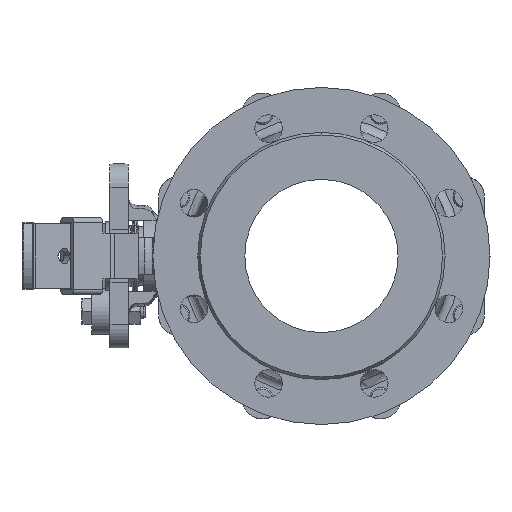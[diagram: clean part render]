
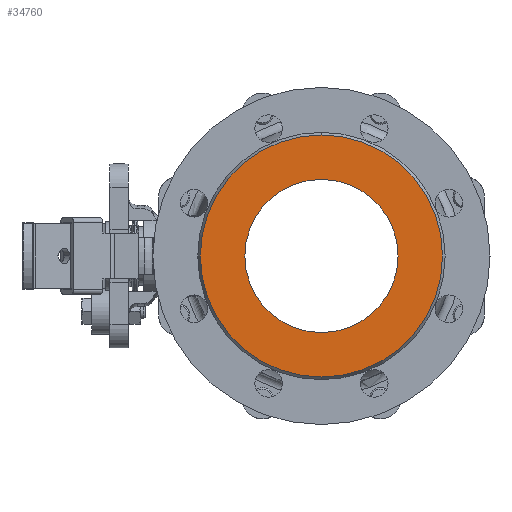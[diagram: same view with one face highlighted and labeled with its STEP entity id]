
A CAD part, left-side view. The second image highlights one B-rep face of the part: STEP entity #34760.
In plain terms, the highlighted planar face has unit normal (-1, 0, 0).
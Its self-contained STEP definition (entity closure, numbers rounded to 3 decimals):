
#3806 = EDGE_CURVE ( 'NONE', #20870, #20872, #23812, .T. ) ;
#5936 = VERTEX_POINT ( 'NONE', #24403 ) ;
#5939 = VERTEX_POINT ( 'NONE', #24406 ) ;
#8790 = CARTESIAN_POINT ( 'NONE',  ( -84.05, -79., 0. ) ) ;
#8793 = PLANE ( 'NONE',  #42447 ) ;
#8795 = DIRECTION ( 'NONE',  ( -1., 0., 0. ) ) ;
#8796 = DIRECTION ( 'NONE',  ( 0., 0., 1. ) ) ;
#9499 = CARTESIAN_POINT ( 'NONE',  ( -84.05, 0., 0. ) ) ;
#9509 = DIRECTION ( 'NONE',  ( -1., 0., 0. ) ) ;
#9567 = DIRECTION ( 'NONE',  ( 0., 0., 1. ) ) ;
#12968 = AXIS2_PLACEMENT_3D ( 'NONE', #35705, #35706, #35707 ) ;
#13063 = AXIS2_PLACEMENT_3D ( 'NONE', #38517, #38518, #38519 ) ;
#13064 = AXIS2_PLACEMENT_3D ( 'NONE', #38520, #38521, #38522 ) ;
#17292 = ORIENTED_EDGE ( 'NONE', *, *, #21458, .F. ) ;
#17293 = ORIENTED_EDGE ( 'NONE', *, *, #3806, .F. ) ;
#17294 = ORIENTED_EDGE ( 'NONE', *, *, #21459, .T. ) ;
#17295 = ORIENTED_EDGE ( 'NONE', *, *, #21163, .T. ) ;
#20870 = VERTEX_POINT ( 'NONE', #33507 ) ;
#20872 = VERTEX_POINT ( 'NONE', #33509 ) ;
#21163 = EDGE_CURVE ( 'NONE', #5936, #5939, #34100, .T. ) ;
#21458 = EDGE_CURVE ( 'NONE', #20872, #20870, #34544, .T. ) ;
#21459 = EDGE_CURVE ( 'NONE', #5939, #5936, #34546, .T. ) ;
#21609 = AXIS2_PLACEMENT_3D ( 'NONE', #9499, #9509, #9567 ) ;
#22783 = EDGE_LOOP ( 'NONE', ( #17292, #17293 ) ) ;
#22827 = EDGE_LOOP ( 'NONE', ( #17294, #17295 ) ) ;
#23812 = CIRCLE ( 'NONE', #21609, 50. ) ;
#24403 = CARTESIAN_POINT ( 'NONE',  ( -84.05, 0., 79. ) ) ;
#24406 = CARTESIAN_POINT ( 'NONE',  ( -84.05, 0., -79. ) ) ;
#33507 = CARTESIAN_POINT ( 'NONE',  ( -84.05, 0., -50. ) ) ;
#33509 = CARTESIAN_POINT ( 'NONE',  ( -84.05, 0., 50. ) ) ;
#34100 = CIRCLE ( 'NONE', #12968, 79. ) ;
#34544 = CIRCLE ( 'NONE', #13063, 50. ) ;
#34546 = CIRCLE ( 'NONE', #13064, 79. ) ;
#34760 = ADVANCED_FACE ( 'NONE', ( #40609, #40613 ), #8793, .T. ) ;
#35705 = CARTESIAN_POINT ( 'NONE',  ( -84.05, 0., 0. ) ) ;
#35706 = DIRECTION ( 'NONE',  ( -1., 0., 0. ) ) ;
#35707 = DIRECTION ( 'NONE',  ( 0., 0., 1. ) ) ;
#38517 = CARTESIAN_POINT ( 'NONE',  ( -84.05, 0., 0. ) ) ;
#38518 = DIRECTION ( 'NONE',  ( -1., 0., 0. ) ) ;
#38519 = DIRECTION ( 'NONE',  ( 0., 0., 1. ) ) ;
#38520 = CARTESIAN_POINT ( 'NONE',  ( -84.05, 0., 0. ) ) ;
#38521 = DIRECTION ( 'NONE',  ( -1., 0., 0. ) ) ;
#38522 = DIRECTION ( 'NONE',  ( 0., 0., 1. ) ) ;
#40609 = FACE_BOUND ( 'NONE', #22783, .T. ) ;
#40613 = FACE_OUTER_BOUND ( 'NONE', #22827, .T. ) ;
#42447 = AXIS2_PLACEMENT_3D ( 'NONE', #8790, #8795, #8796 ) ;
